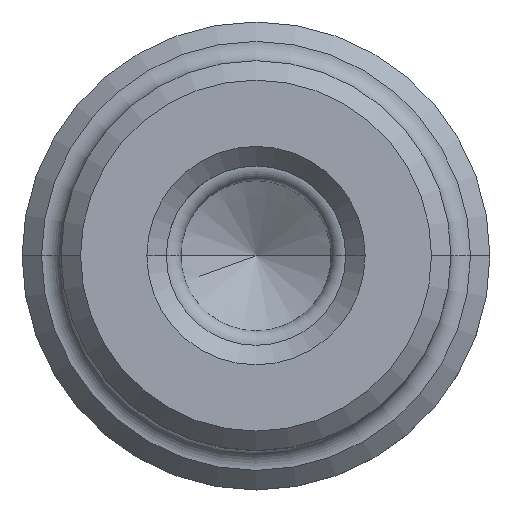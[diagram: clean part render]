
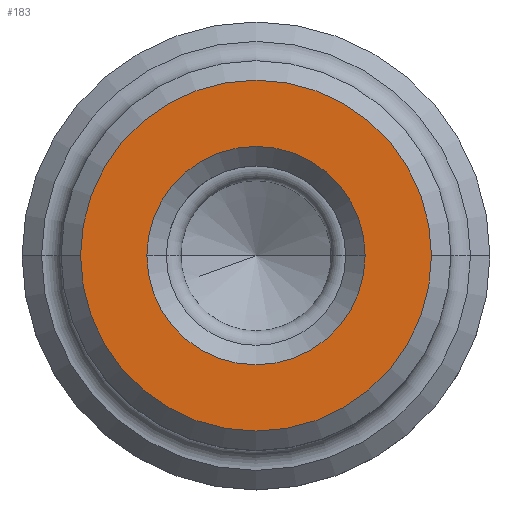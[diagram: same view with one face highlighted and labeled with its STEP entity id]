
A CAD part, top view. The second image highlights one B-rep face of the part: STEP entity #183.
In plain terms, the highlighted planar face has unit normal (0, 0, 1).
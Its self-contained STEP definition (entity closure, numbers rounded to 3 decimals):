
#183=ADVANCED_FACE('',(#454,#455),#456,.T.);
#275=VERTEX_POINT('',#556);
#279=VERTEX_POINT('',#560);
#281=EDGE_CURVE('',#275,#279,#562,.T.);
#285=VERTEX_POINT('',#566);
#291=VERTEX_POINT('',#572);
#293=EDGE_CURVE('',#291,#285,#574,.T.);
#357=EDGE_CURVE('',#285,#291,#638,.T.);
#359=EDGE_CURVE('',#279,#275,#640,.T.);
#454=FACE_OUTER_BOUND('',#725,.T.);
#455=FACE_BOUND('',#726,.T.);
#456=PLANE('',#727);
#556=CARTESIAN_POINT('',(-4.5,0.,4.8));
#560=CARTESIAN_POINT('',(4.5,0.,4.8));
#562=CIRCLE('',#866,4.5);
#566=CARTESIAN_POINT('',(-2.8,0.,4.8));
#572=CARTESIAN_POINT('',(2.8,0.,4.8));
#574=CIRCLE('',#883,2.8);
#638=CIRCLE('',#978,2.8);
#640=CIRCLE('',#981,4.5);
#725=EDGE_LOOP('',(#1167,#1168));
#726=EDGE_LOOP('',(#1169,#1170));
#727=AXIS2_PLACEMENT_3D('',#1171,#1172,#1173);
#866=AXIS2_PLACEMENT_3D('',#1281,#1282,#1283);
#883=AXIS2_PLACEMENT_3D('',#1286,#1287,#1288);
#978=AXIS2_PLACEMENT_3D('',#1334,#1335,#1336);
#981=AXIS2_PLACEMENT_3D('',#1337,#1338,#1339);
#1167=ORIENTED_EDGE('',*,*,#281,.F.);
#1168=ORIENTED_EDGE('',*,*,#359,.F.);
#1169=ORIENTED_EDGE('',*,*,#357,.T.);
#1170=ORIENTED_EDGE('',*,*,#293,.T.);
#1171=CARTESIAN_POINT('',(-3.65,0.,4.8));
#1172=DIRECTION('',(0.0,0.0,1.0));
#1173=DIRECTION('',(1.0,-0.0,0.0));
#1281=CARTESIAN_POINT('',(0.0,0.,4.8));
#1282=DIRECTION('',(-0.0,0.0,-1.0));
#1283=DIRECTION('',(-1.0,0.,0.0));
#1286=CARTESIAN_POINT('',(0.0,0.,4.8));
#1287=DIRECTION('',(-0.0,0.0,-1.0));
#1288=DIRECTION('',(-1.0,0.,0.0));
#1334=CARTESIAN_POINT('',(0.0,0.,4.8));
#1335=DIRECTION('',(-0.0,0.0,-1.0));
#1336=DIRECTION('',(-1.0,0.,0.0));
#1337=CARTESIAN_POINT('',(0.0,0.,4.8));
#1338=DIRECTION('',(-0.0,0.0,-1.0));
#1339=DIRECTION('',(-1.0,0.,0.0));
